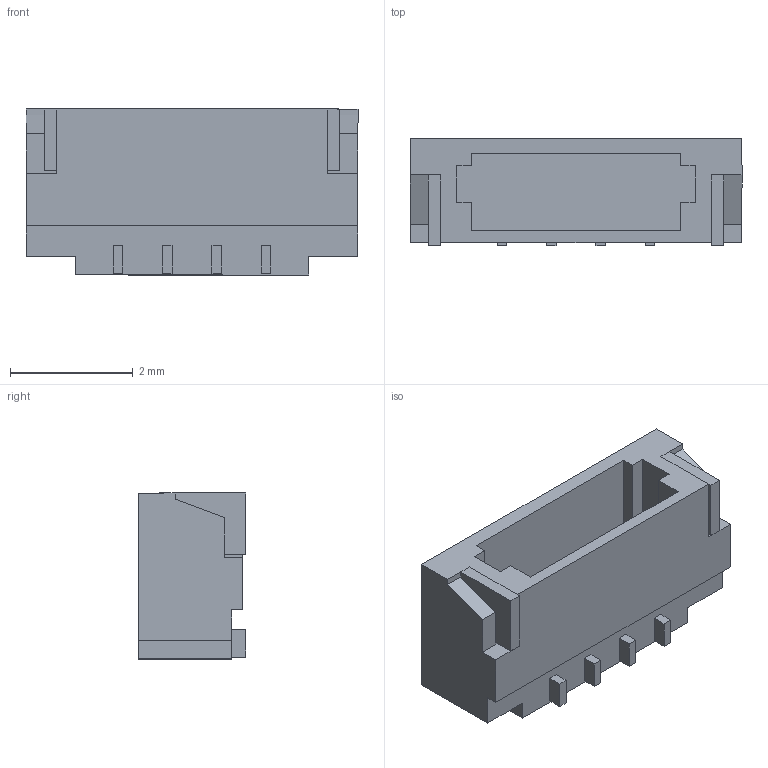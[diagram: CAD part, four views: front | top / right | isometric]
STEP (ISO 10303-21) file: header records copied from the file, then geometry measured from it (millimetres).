
FILE_DESCRIPTION (( 'STEP AP214' ), '1' );
FILE_NAME ('JST SM04B-SURS-TF.STEP', '2015-11-28T22:59:13', ( '' ), ( '' ), 'SwSTEP 2.0', 'SolidWorks 2015', '' );
FILE_SCHEMA (( 'AUTOMOTIVE_DESIGN' ));
Length unit declared in the file: millimetre
Products named in the file (1): JST SM04B-SURS-TF
Bounding box: 5.4 x 1.75 x 2.7 mm (x, y, z)
Volume: 15.3 mm3; surface area: 74.3 mm2
Topology: 1 solids, 1 shells, 65 faces, 170 edges, 112 vertices
Faces by surface type: plane 65
Entity records: 2701 total; most frequent: CARTESIAN_POINT 348, ORIENTED_EDGE 340, DIRECTION 302, LINE 170, EDGE_CURVE 170, VECTOR 170, VERTEX_POINT 112, EDGE_LOOP 70
